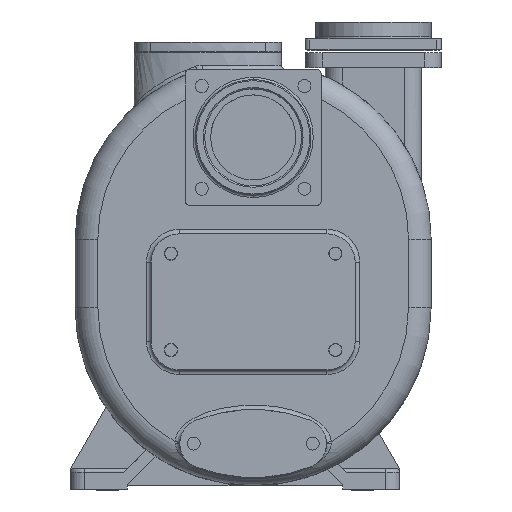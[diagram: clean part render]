
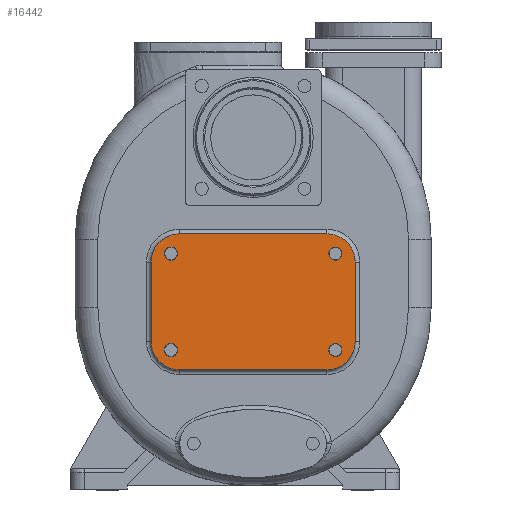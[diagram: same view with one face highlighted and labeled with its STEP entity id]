
A CAD part, top view. The second image highlights one B-rep face of the part: STEP entity #16442.
In plain terms, the highlighted planar face has unit normal (0, 0, 1).
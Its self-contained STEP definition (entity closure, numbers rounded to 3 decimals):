
#3074=CARTESIAN_POINT('',(-49.,-30.,327.5));
#3075=DIRECTION('',(0.,0.,-1.));
#3076=DIRECTION('',(0.,-1.,0.));
#3077=AXIS2_PLACEMENT_3D('',#3074,#3075,#3076);
#3079=DIRECTION('',(0.,1.,0.));
#3080=VECTOR('',#3079,70.);
#3081=CARTESIAN_POINT('',(-74.,-30.,327.5));
#3082=LINE('',#3081,#3080);
#3083=CARTESIAN_POINT('',(-49.,40.,327.5));
#3084=DIRECTION('',(0.,0.,-1.));
#3085=DIRECTION('',(-1.,0.,0.));
#3086=AXIS2_PLACEMENT_3D('',#3083,#3084,#3085);
#3088=DIRECTION('',(1.,0.,0.));
#3089=VECTOR('',#3088,130.);
#3090=CARTESIAN_POINT('',(-49.,65.,327.5));
#3091=LINE('',#3090,#3089);
#3092=CARTESIAN_POINT('',(81.,40.,327.5));
#3093=DIRECTION('',(0.,0.,-1.));
#3094=DIRECTION('',(0.,1.,0.));
#3095=AXIS2_PLACEMENT_3D('',#3092,#3093,#3094);
#3097=DIRECTION('',(0.,-1.,0.));
#3098=VECTOR('',#3097,70.);
#3099=CARTESIAN_POINT('',(106.,40.,327.5));
#3100=LINE('',#3099,#3098);
#3101=CARTESIAN_POINT('',(81.,-30.,327.5));
#3102=DIRECTION('',(0.,0.,-1.));
#3103=DIRECTION('',(1.,0.,0.));
#3104=AXIS2_PLACEMENT_3D('',#3101,#3102,#3103);
#3106=DIRECTION('',(-1.,0.,0.));
#3107=VECTOR('',#3106,130.);
#3108=CARTESIAN_POINT('',(81.,-55.,327.5));
#3109=LINE('',#3108,#3107);
#3110=CARTESIAN_POINT('',(88.5,-37.5,327.5));
#3111=DIRECTION('',(0.,0.,1.));
#3112=DIRECTION('',(1.,0.,0.));
#3113=AXIS2_PLACEMENT_3D('',#3110,#3111,#3112);
#3115=CARTESIAN_POINT('',(88.5,-37.5,327.5));
#3116=DIRECTION('',(0.,0.,1.));
#3117=DIRECTION('',(-1.,0.,0.));
#3118=AXIS2_PLACEMENT_3D('',#3115,#3116,#3117);
#3120=CARTESIAN_POINT('',(88.5,47.5,327.5));
#3121=DIRECTION('',(0.,0.,1.));
#3122=DIRECTION('',(1.,0.,0.));
#3123=AXIS2_PLACEMENT_3D('',#3120,#3121,#3122);
#3125=CARTESIAN_POINT('',(88.5,47.5,327.5));
#3126=DIRECTION('',(0.,0.,1.));
#3127=DIRECTION('',(-1.,0.,0.));
#3128=AXIS2_PLACEMENT_3D('',#3125,#3126,#3127);
#3130=CARTESIAN_POINT('',(-56.5,-37.5,327.5));
#3131=DIRECTION('',(0.,0.,1.));
#3132=DIRECTION('',(1.,0.,0.));
#3133=AXIS2_PLACEMENT_3D('',#3130,#3131,#3132);
#3135=CARTESIAN_POINT('',(-56.5,-37.5,327.5));
#3136=DIRECTION('',(0.,0.,1.));
#3137=DIRECTION('',(-1.,0.,0.));
#3138=AXIS2_PLACEMENT_3D('',#3135,#3136,#3137);
#3140=CARTESIAN_POINT('',(-56.5,47.5,327.5));
#3141=DIRECTION('',(0.,0.,1.));
#3142=DIRECTION('',(1.,0.,0.));
#3143=AXIS2_PLACEMENT_3D('',#3140,#3141,#3142);
#3145=CARTESIAN_POINT('',(-56.5,47.5,327.5));
#3146=DIRECTION('',(0.,0.,1.));
#3147=DIRECTION('',(-1.,0.,0.));
#3148=AXIS2_PLACEMENT_3D('',#3145,#3146,#3147);
#14119=CARTESIAN_POINT('',(94.25,-37.5,327.5));
#14120=CARTESIAN_POINT('',(82.75,-37.5,327.5));
#14121=VERTEX_POINT('',#14119);
#14122=VERTEX_POINT('',#14120);
#14123=CARTESIAN_POINT('',(94.25,47.5,327.5));
#14124=CARTESIAN_POINT('',(82.75,47.5,327.5));
#14125=VERTEX_POINT('',#14123);
#14126=VERTEX_POINT('',#14124);
#14127=CARTESIAN_POINT('',(-50.75,-37.5,327.5));
#14128=CARTESIAN_POINT('',(-62.25,-37.5,327.5));
#14129=VERTEX_POINT('',#14127);
#14130=VERTEX_POINT('',#14128);
#14131=CARTESIAN_POINT('',(-50.75,47.5,327.5));
#14132=CARTESIAN_POINT('',(-62.25,47.5,327.5));
#14133=VERTEX_POINT('',#14131);
#14134=VERTEX_POINT('',#14132);
#14135=CARTESIAN_POINT('',(-49.,-55.,327.5));
#14136=CARTESIAN_POINT('',(-74.,-30.,327.5));
#14137=VERTEX_POINT('',#14135);
#14138=VERTEX_POINT('',#14136);
#14139=CARTESIAN_POINT('',(-74.,40.,327.5));
#14140=VERTEX_POINT('',#14139);
#14141=CARTESIAN_POINT('',(-49.,65.,327.5));
#14142=VERTEX_POINT('',#14141);
#14143=CARTESIAN_POINT('',(81.,65.,327.5));
#14144=VERTEX_POINT('',#14143);
#14145=CARTESIAN_POINT('',(106.,40.,327.5));
#14146=VERTEX_POINT('',#14145);
#14147=CARTESIAN_POINT('',(106.,-30.,327.5));
#14148=VERTEX_POINT('',#14147);
#14149=CARTESIAN_POINT('',(81.,-55.,327.5));
#14150=VERTEX_POINT('',#14149);
#16403=CARTESIAN_POINT('',(16.,5.,327.5));
#16404=DIRECTION('',(0.,0.,-1.));
#16405=DIRECTION('',(1.,0.,0.));
#16406=AXIS2_PLACEMENT_3D('',#16403,#16404,#16405);
#16407=PLANE('',#16406);
#16408=ORIENTED_EDGE('',*,*,#16396,.T.);
#16409=ORIENTED_EDGE('',*,*,#16298,.T.);
#16410=ORIENTED_EDGE('',*,*,#16313,.T.);
#16411=ORIENTED_EDGE('',*,*,#16327,.T.);
#16412=ORIENTED_EDGE('',*,*,#16341,.T.);
#16413=ORIENTED_EDGE('',*,*,#16355,.T.);
#16414=ORIENTED_EDGE('',*,*,#16369,.T.);
#16415=ORIENTED_EDGE('',*,*,#16383,.T.);
#16416=EDGE_LOOP('',(#16408,#16409,#16410,#16411,#16412,#16413,#16414,#16415));
#16417=FACE_OUTER_BOUND('',#16416,.F.);
#16419=ORIENTED_EDGE('',*,*,#16418,.T.);
#16421=ORIENTED_EDGE('',*,*,#16420,.T.);
#16422=EDGE_LOOP('',(#16419,#16421));
#16423=FACE_BOUND('',#16422,.F.);
#16425=ORIENTED_EDGE('',*,*,#16424,.T.);
#16427=ORIENTED_EDGE('',*,*,#16426,.T.);
#16428=EDGE_LOOP('',(#16425,#16427));
#16429=FACE_BOUND('',#16428,.F.);
#16431=ORIENTED_EDGE('',*,*,#16430,.T.);
#16433=ORIENTED_EDGE('',*,*,#16432,.T.);
#16434=EDGE_LOOP('',(#16431,#16433));
#16435=FACE_BOUND('',#16434,.F.);
#16437=ORIENTED_EDGE('',*,*,#16436,.T.);
#16439=ORIENTED_EDGE('',*,*,#16438,.T.);
#16440=EDGE_LOOP('',(#16437,#16439));
#16441=FACE_BOUND('',#16440,.F.);
#16442=ADVANCED_FACE('',(#16417,#16423,#16429,#16435,#16441),#16407,.F.);
#3078=CIRCLE('',#3077,25.);
#3087=CIRCLE('',#3086,25.);
#3096=CIRCLE('',#3095,25.);
#3105=CIRCLE('',#3104,25.);
#3114=CIRCLE('',#3113,5.75);
#3119=CIRCLE('',#3118,5.75);
#3124=CIRCLE('',#3123,5.75);
#3129=CIRCLE('',#3128,5.75);
#3134=CIRCLE('',#3133,5.75);
#3139=CIRCLE('',#3138,5.75);
#3144=CIRCLE('',#3143,5.75);
#3149=CIRCLE('',#3148,5.75);
#16298=EDGE_CURVE('',#14138,#14140,#3082,.T.);
#16313=EDGE_CURVE('',#14140,#14142,#3087,.T.);
#16327=EDGE_CURVE('',#14142,#14144,#3091,.T.);
#16341=EDGE_CURVE('',#14144,#14146,#3096,.T.);
#16355=EDGE_CURVE('',#14146,#14148,#3100,.T.);
#16369=EDGE_CURVE('',#14148,#14150,#3105,.T.);
#16383=EDGE_CURVE('',#14150,#14137,#3109,.T.);
#16396=EDGE_CURVE('',#14137,#14138,#3078,.T.);
#16418=EDGE_CURVE('',#14121,#14122,#3114,.T.);
#16420=EDGE_CURVE('',#14122,#14121,#3119,.T.);
#16424=EDGE_CURVE('',#14125,#14126,#3124,.T.);
#16426=EDGE_CURVE('',#14126,#14125,#3129,.T.);
#16430=EDGE_CURVE('',#14129,#14130,#3134,.T.);
#16432=EDGE_CURVE('',#14130,#14129,#3139,.T.);
#16436=EDGE_CURVE('',#14133,#14134,#3144,.T.);
#16438=EDGE_CURVE('',#14134,#14133,#3149,.T.);
